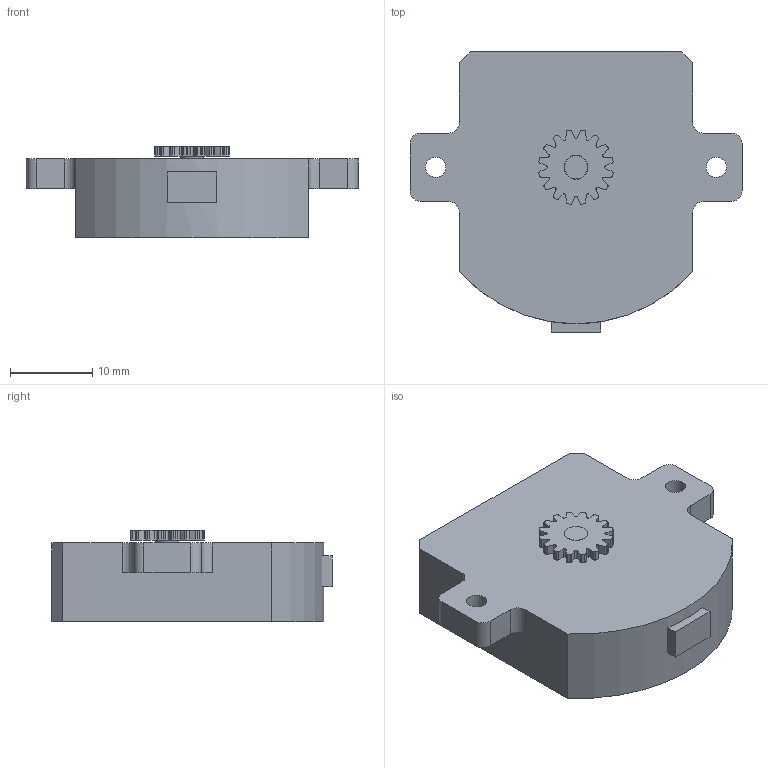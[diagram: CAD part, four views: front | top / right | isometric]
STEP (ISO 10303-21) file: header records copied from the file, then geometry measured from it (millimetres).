
FILE_DESCRIPTION(/* description */ ('Alibre Inc.'),/* implementation_level */ '2;1');
FILE_NAME(/* name */ 'export0',/* time_stamp */ '2015-07-05T22:56:20+12:00',/* author */ (''),/* organization */ (''),/* preprocessor_version */ 'ST-DEVELOPER v14',/* originating_system */ 'Alibre',/* authorisation */ '');
FILE_SCHEMA (('CONFIG_CONTROL_DESIGN'));
Length unit declared in the file: centimetre
Products named in the file (1): ID_1
Bounding box: 40.3 x 34 x 11.13 mm (x, y, z)
Volume: 8809.4 mm3; surface area: 3340.5 mm2
Topology: 2 solids, 2 shells, 134 faces, 383 edges, 256 vertices
Faces by surface type: cylinder 78, plane 56
Full cylindrical faces by diameter (mm): 2.459 x2, 2.8 x1, 2.909 x1, 5.35 x1
Entity records: 4176 total; most frequent: ORIENTED_EDGE 752, CARTESIAN_POINT 710, DIRECTION 647, EDGE_CURVE 376, VERTEX_POINT 254, AXIS2_PLACEMENT_3D 244, VECTOR 212, LINE 212
